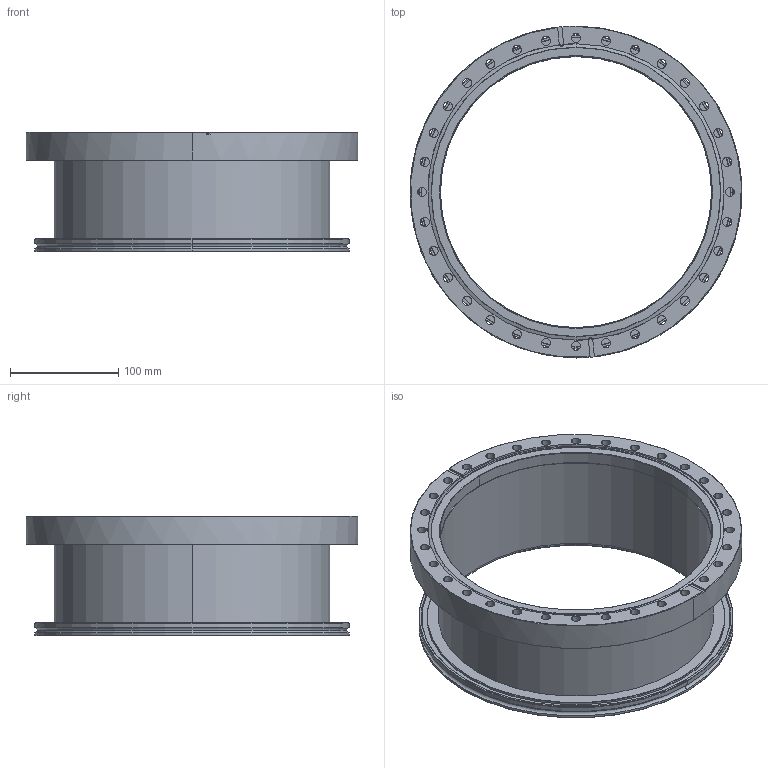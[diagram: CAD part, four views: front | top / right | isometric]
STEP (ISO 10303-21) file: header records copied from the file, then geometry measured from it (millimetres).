
FILE_DESCRIPTION (( 'STEP AP214' ), '1' );
FILE_NAME ('Hositrad_CFA250-ISO250.STEP', '2017-05-12T08:08:46', ( 'Gebruiker' ), ( '' ), 'SwSTEP 2.0', 'SolidWorks 2017', '' );
FILE_SCHEMA (( 'AUTOMOTIVE_DESIGN' ));
Length unit declared in the file: millimetre
Products named in the file (4): ISO-K-Weld-All_ISO250-254; CF250_Weld_-254; CF-To-ISO-Adaptors-All_CFA250-ISO250; Hositrad_CFA250-ISO250
Assembly tree (3 placements, depth 2):
  Hositrad_CFA250-ISO250
    CF-To-ISO-Adaptors-All_CFA250-ISO250
    CF250_Weld_-254
    ISO-K-Weld-All_ISO250-254
Bounding box: 306 x 306 x 110 mm (x, y, z)
Volume: 846889.8 mm3; surface area: 318968.6 mm2
Topology: 3 solids, 3 shells, 145 faces, 369 edges, 237 vertices
Faces by surface type: cylinder 97, cone 23, plane 21, torus 4
Entity records: 4806 total; most frequent: DIRECTION 894, CARTESIAN_POINT 806, ORIENTED_EDGE 738, AXIS2_PLACEMENT_3D 381, EDGE_CURVE 369, VERTEX_POINT 237, CIRCLE 230, EDGE_LOOP 222
